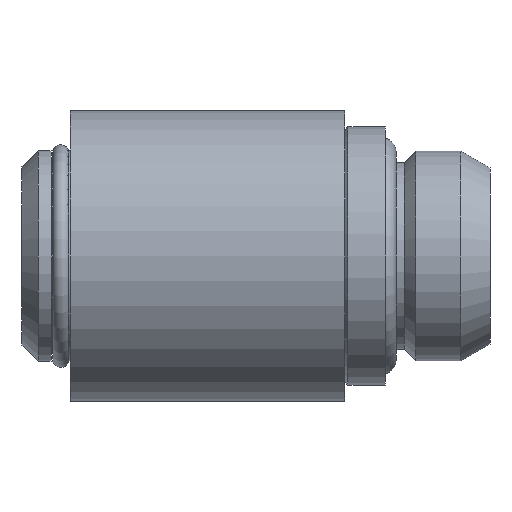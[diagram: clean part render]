
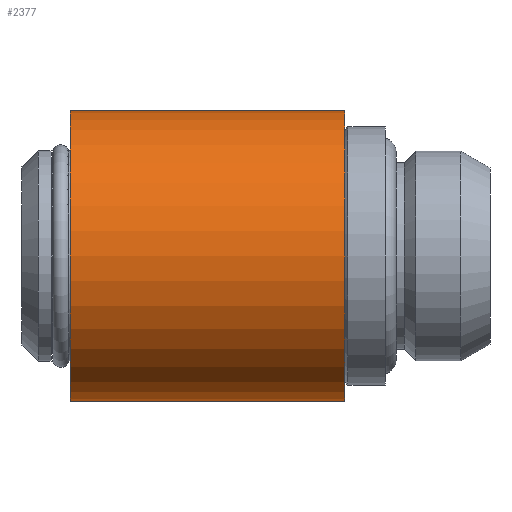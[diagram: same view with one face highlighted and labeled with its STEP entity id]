
A CAD part, left-side view. The second image highlights one B-rep face of the part: STEP entity #2377.
In plain terms, the highlighted cylindrical face has radius 9 mm (diameter 18 mm), a partial arc.
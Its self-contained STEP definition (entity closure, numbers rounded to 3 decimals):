
#1308 = CYLINDRICAL_SURFACE ( 'NONE', #1372, 9. ) ;
#1320 = CARTESIAN_POINT ( 'NONE',  ( 0., 26., 0. ) ) ;
#1321 = AXIS2_PLACEMENT_3D ( 'NONE', #1320, #1388, #1387 ) ;
#1322 = CIRCLE ( 'NONE', #1321, 9. ) ;
#1348 = DIRECTION ( 'NONE',  ( 0., 1., 0. ) ) ;
#1349 = CARTESIAN_POINT ( 'NONE',  ( 0., 31.086, 0. ) ) ;
#1365 = FACE_OUTER_BOUND ( 'NONE', #2398, .T. ) ;
#1372 = AXIS2_PLACEMENT_3D ( 'NONE', #1349, #1348, #1395 ) ;
#1387 = DIRECTION ( 'NONE',  ( 0., 0., 1. ) ) ;
#1388 = DIRECTION ( 'NONE',  ( 0., 1., 0. ) ) ;
#1395 = DIRECTION ( 'NONE',  ( 0., 0., 1. ) ) ;
#1510 = AXIS2_PLACEMENT_3D ( 'NONE', #1542, #1534, #1526 ) ;
#1513 = CIRCLE ( 'NONE', #1510, 9. ) ;
#1526 = DIRECTION ( 'NONE',  ( 0., 0., -1. ) ) ;
#1534 = DIRECTION ( 'NONE',  ( 0., -1., 0. ) ) ;
#1542 = CARTESIAN_POINT ( 'NONE',  ( 0., 9., 0. ) ) ;
#1983 = EDGE_CURVE ( 'NONE', #2011, #2032, #2541, .T. ) ;
#2011 = VERTEX_POINT ( 'NONE', #2614 ) ;
#2030 = EDGE_CURVE ( 'NONE', #2036, #2053, #2822, .T. ) ;
#2032 = VERTEX_POINT ( 'NONE', #2812 ) ;
#2036 = VERTEX_POINT ( 'NONE', #2836 ) ;
#2053 = VERTEX_POINT ( 'NONE', #2934 ) ;
#2377 = ADVANCED_FACE ( 'NONE', ( #1365 ), #1308, .T. ) ;
#2380 = EDGE_CURVE ( 'NONE', #2053, #2032, #1322, .T. ) ;
#2383 = ORIENTED_EDGE ( 'NONE', *, *, #2411, .F. ) ;
#2384 = ORIENTED_EDGE ( 'NONE', *, *, #2030, .F. ) ;
#2398 = EDGE_LOOP ( 'NONE', ( #2384, #2383, #2418, #2445 ) ) ;
#2411 = EDGE_CURVE ( 'NONE', #2011, #2036, #1513, .T. ) ;
#2418 = ORIENTED_EDGE ( 'NONE', *, *, #1983, .T. ) ;
#2445 = ORIENTED_EDGE ( 'NONE', *, *, #2380, .F. ) ;
#2516 = VECTOR ( 'NONE', #2525, 1000. ) ;
#2525 = DIRECTION ( 'NONE',  ( 0., 1., 0. ) ) ;
#2540 = CARTESIAN_POINT ( 'NONE',  ( 0., 31.086, 9. ) ) ;
#2541 = LINE ( 'NONE', #2540, #2516 ) ;
#2614 = CARTESIAN_POINT ( 'NONE',  ( 0., 9., 9. ) ) ;
#2812 = CARTESIAN_POINT ( 'NONE',  ( 0., 26., 9. ) ) ;
#2813 = DIRECTION ( 'NONE',  ( 0., 1., 0. ) ) ;
#2814 = VECTOR ( 'NONE', #2813, 1000. ) ;
#2821 = CARTESIAN_POINT ( 'NONE',  ( 0., 31.086, -9. ) ) ;
#2822 = LINE ( 'NONE', #2821, #2814 ) ;
#2836 = CARTESIAN_POINT ( 'NONE',  ( 0., 9., -9. ) ) ;
#2934 = CARTESIAN_POINT ( 'NONE',  ( 0., 26., -9. ) ) ;
